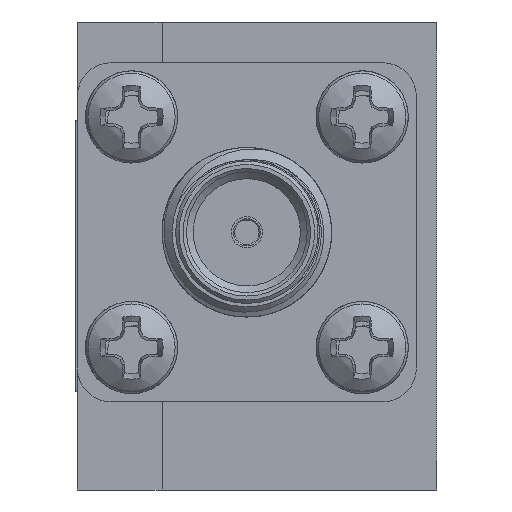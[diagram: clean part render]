
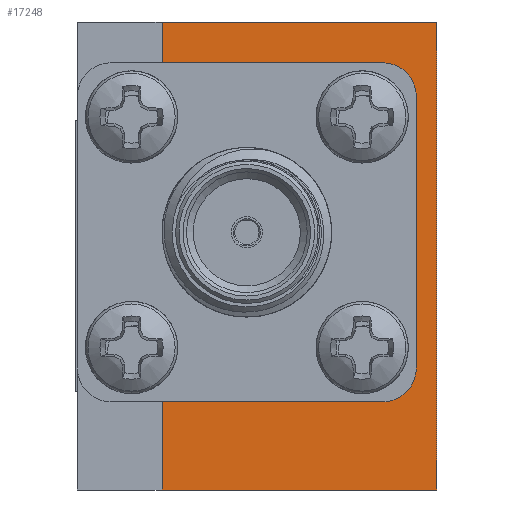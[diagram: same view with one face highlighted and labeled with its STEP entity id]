
A CAD part, left-side view. The second image highlights one B-rep face of the part: STEP entity #17248.
In plain terms, the highlighted planar face has unit normal (-1, 0, 0).
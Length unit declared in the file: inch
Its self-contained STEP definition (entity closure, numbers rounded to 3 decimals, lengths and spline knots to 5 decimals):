
#537 = VERTEX_POINT ( 'NONE', #20948 ) ;
#875 = CARTESIAN_POINT ( 'NONE',  ( -1., -0.185, 0.235 ) ) ;
#945 = ORIENTED_EDGE ( 'NONE', *, *, #3683, .T. ) ;
#1303 = ORIENTED_EDGE ( 'NONE', *, *, #12059, .T. ) ;
#1383 = VERTEX_POINT ( 'NONE', #14583 ) ;
#1508 = DIRECTION ( 'NONE',  ( 0., -1., 0. ) ) ;
#1890 = CARTESIAN_POINT ( 'NONE',  ( -1., -0.265, 0.345 ) ) ;
#2188 = CARTESIAN_POINT ( 'NONE',  ( -1., -0.235, 0.235 ) ) ;
#2273 = DIRECTION ( 'NONE',  ( 0., 0., -1. ) ) ;
#2433 = VECTOR ( 'NONE', #8873, 39.37008 ) ;
#2509 = CARTESIAN_POINT ( 'NONE',  ( -1., 0.265, 0.345 ) ) ;
#2617 = ORIENTED_EDGE ( 'NONE', *, *, #19622, .T. ) ;
#3007 = DIRECTION ( 'NONE',  ( 0., -1., 0. ) ) ;
#3281 = LINE ( 'NONE', #13818, #3820 ) ;
#3521 = CARTESIAN_POINT ( 'NONE',  ( -1., -0.185, -0.215 ) ) ;
#3683 = EDGE_CURVE ( 'NONE', #16458, #19062, #10491, .T. ) ;
#3718 = DIRECTION ( 'NONE',  ( 0., 0., 1. ) ) ;
#3820 = VECTOR ( 'NONE', #3718, 39.37008 ) ;
#4134 = CARTESIAN_POINT ( 'NONE',  ( -1., 0.14, -0.345 ) ) ;
#4247 = ORIENTED_EDGE ( 'NONE', *, *, #11941, .F. ) ;
#4825 = CARTESIAN_POINT ( 'NONE',  ( -1., 0.265, 0.345 ) ) ;
#4846 = VECTOR ( 'NONE', #1508, 39.37008 ) ;
#5599 = EDGE_CURVE ( 'NONE', #16458, #537, #3281, .T. ) ;
#5771 = AXIS2_PLACEMENT_3D ( 'NONE', #2509, #6901, #13897 ) ;
#5921 = CARTESIAN_POINT ( 'NONE',  ( -1., -0.185, -0.165 ) ) ;
#6109 = EDGE_LOOP ( 'NONE', ( #22235, #2617, #4247, #1303, #20701, #15200, #945, #7771, #19064, #6553 ) ) ;
#6553 = ORIENTED_EDGE ( 'NONE', *, *, #11631, .F. ) ;
#6668 = CARTESIAN_POINT ( 'NONE',  ( -1., -0.265, -0.345 ) ) ;
#6676 = VECTOR ( 'NONE', #9649, 39.37008 ) ;
#6901 = DIRECTION ( 'NONE',  ( 1., 0., 0. ) ) ;
#7199 = EDGE_CURVE ( 'NONE', #19062, #20053, #8869, .T. ) ;
#7455 = EDGE_CURVE ( 'NONE', #20438, #1383, #21022, .T. ) ;
#7545 = FACE_OUTER_BOUND ( 'NONE', #6109, .T. ) ;
#7771 = ORIENTED_EDGE ( 'NONE', *, *, #7199, .T. ) ;
#7846 = AXIS2_PLACEMENT_3D ( 'NONE', #875, #11083, #2273 ) ;
#8486 = LINE ( 'NONE', #20633, #12527 ) ;
#8506 = CIRCLE ( 'NONE', #11798, 0.05 ) ;
#8599 = VERTEX_POINT ( 'NONE', #2188 ) ;
#8727 = CARTESIAN_POINT ( 'NONE',  ( -1., -0.265, 0.345 ) ) ;
#8800 = CARTESIAN_POINT ( 'NONE',  ( -1., -0.235, -0.165 ) ) ;
#8869 = LINE ( 'NONE', #1890, #11304 ) ;
#8873 = DIRECTION ( 'NONE',  ( 0., -1., 0. ) ) ;
#9649 = DIRECTION ( 'NONE',  ( 0., 0., 1. ) ) ;
#9877 = CARTESIAN_POINT ( 'NONE',  ( -1., 0.14, 0.345 ) ) ;
#10215 = DIRECTION ( 'NONE',  ( 0., 0., 1. ) ) ;
#10491 = LINE ( 'NONE', #19192, #2433 ) ;
#11083 = DIRECTION ( 'NONE',  ( 1., 0., 0. ) ) ;
#11182 = DIRECTION ( 'NONE',  ( 0., 0., -1. ) ) ;
#11304 = VECTOR ( 'NONE', #19073, 39.37008 ) ;
#11631 = EDGE_CURVE ( 'NONE', #1383, #16067, #22132, .T. ) ;
#11798 = AXIS2_PLACEMENT_3D ( 'NONE', #5921, #20124, #11182 ) ;
#11922 = EDGE_CURVE ( 'NONE', #537, #15526, #8486, .T. ) ;
#11941 = EDGE_CURVE ( 'NONE', #16595, #8599, #16976, .T. ) ;
#11965 = EDGE_CURVE ( 'NONE', #16067, #20053, #13652, .T. ) ;
#12059 = EDGE_CURVE ( 'NONE', #16595, #15526, #8506, .T. ) ;
#12527 = VECTOR ( 'NONE', #3007, 39.37008 ) ;
#12932 = PLANE ( 'NONE',  #5771 ) ;
#13298 = CARTESIAN_POINT ( 'NONE',  ( -1., -0.185, 0.285 ) ) ;
#13538 = CARTESIAN_POINT ( 'NONE',  ( -1., -0.235, -0.215 ) ) ;
#13652 = LINE ( 'NONE', #4825, #4846 ) ;
#13719 = CIRCLE ( 'NONE', #7846, 0.05 ) ;
#13818 = CARTESIAN_POINT ( 'NONE',  ( -1., 0.14, 0.345 ) ) ;
#13822 = CARTESIAN_POINT ( 'NONE',  ( -1., 0.14, 0.345 ) ) ;
#13897 = DIRECTION ( 'NONE',  ( 0., 0., -1. ) ) ;
#14493 = CARTESIAN_POINT ( 'NONE',  ( -1., -0.235, 0.285 ) ) ;
#14583 = CARTESIAN_POINT ( 'NONE',  ( -1., 0.14, 0.285 ) ) ;
#15200 = ORIENTED_EDGE ( 'NONE', *, *, #5599, .F. ) ;
#15471 = VECTOR ( 'NONE', #10215, 39.37008 ) ;
#15526 = VERTEX_POINT ( 'NONE', #3521 ) ;
#16067 = VERTEX_POINT ( 'NONE', #13822 ) ;
#16104 = DIRECTION ( 'NONE',  ( 0., 1., 0. ) ) ;
#16458 = VERTEX_POINT ( 'NONE', #4134 ) ;
#16595 = VERTEX_POINT ( 'NONE', #8800 ) ;
#16976 = LINE ( 'NONE', #13538, #15471 ) ;
#17248 = ADVANCED_FACE ( 'NONE', ( #7545 ), #12932, .F. ) ;
#19062 = VERTEX_POINT ( 'NONE', #6668 ) ;
#19064 = ORIENTED_EDGE ( 'NONE', *, *, #11965, .F. ) ;
#19073 = DIRECTION ( 'NONE',  ( 0., 0., 1. ) ) ;
#19192 = CARTESIAN_POINT ( 'NONE',  ( -1., 0.265, -0.345 ) ) ;
#19622 = EDGE_CURVE ( 'NONE', #20438, #8599, #13719, .T. ) ;
#20053 = VERTEX_POINT ( 'NONE', #8727 ) ;
#20124 = DIRECTION ( 'NONE',  ( 1., 0., 0. ) ) ;
#20438 = VERTEX_POINT ( 'NONE', #13298 ) ;
#20633 = CARTESIAN_POINT ( 'NONE',  ( -1., -0.235, -0.215 ) ) ;
#20701 = ORIENTED_EDGE ( 'NONE', *, *, #11922, .F. ) ;
#20948 = CARTESIAN_POINT ( 'NONE',  ( -1., 0.14, -0.215 ) ) ;
#21022 = LINE ( 'NONE', #14493, #21184 ) ;
#21184 = VECTOR ( 'NONE', #16104, 39.37008 ) ;
#22132 = LINE ( 'NONE', #9877, #6676 ) ;
#22235 = ORIENTED_EDGE ( 'NONE', *, *, #7455, .F. ) ;
